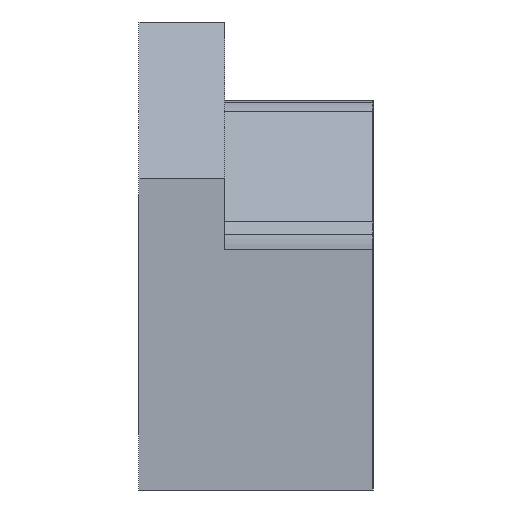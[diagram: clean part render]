
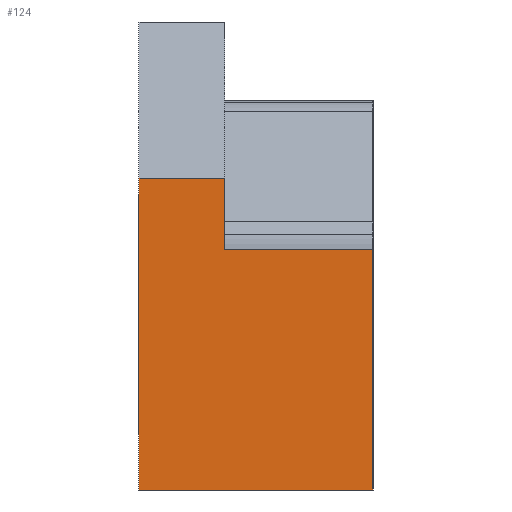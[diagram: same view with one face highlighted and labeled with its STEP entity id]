
A CAD part, left-side view. The second image highlights one B-rep face of the part: STEP entity #124.
In plain terms, the highlighted planar face has unit normal (-1, 0, 0).
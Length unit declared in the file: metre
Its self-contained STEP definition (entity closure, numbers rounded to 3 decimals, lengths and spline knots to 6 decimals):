
#124=ADVANCED_FACE('0:328',(#259),#260,.T.);
#259=FACE_OUTER_BOUND('',#421,.T.);
#260=PLANE('',#422);
#421=EDGE_LOOP('',(#885,#886,#887,#888,#889,#890));
#422=AXIS2_PLACEMENT_3D('',#891,#892,#893);
#885=ORIENTED_EDGE('',*,*,#1173,.F.);
#886=ORIENTED_EDGE('',*,*,#1238,.F.);
#887=ORIENTED_EDGE('',*,*,#1186,.F.);
#888=ORIENTED_EDGE('',*,*,#1232,.T.);
#889=ORIENTED_EDGE('',*,*,#1236,.F.);
#890=ORIENTED_EDGE('',*,*,#1233,.F.);
#891=CARTESIAN_POINT('',(-0.030497,-0.001,-0.014262));
#892=DIRECTION('',(-1.0,0.0,0.0));
#893=DIRECTION('',(0.0,0.0,1.0));
#1173=EDGE_CURVE('0:418',#1421,#1423,#1424,.T.);
#1186=EDGE_CURVE('0:343',#1447,#1443,#1449,.T.);
#1232=EDGE_CURVE('0:490',#1447,#1519,#1521,.T.);
#1233=EDGE_CURVE('0:493',#1423,#1522,#1523,.F.);
#1236=EDGE_CURVE('0:502',#1522,#1519,#1527,.T.);
#1238=EDGE_CURVE('0:508',#1443,#1421,#1529,.T.);
#1421=VERTEX_POINT('',#1808);
#1423=VERTEX_POINT('',#1810);
#1424=LINE('',#1811,#1812);
#1443=VERTEX_POINT('',#1835);
#1447=VERTEX_POINT('',#1841);
#1449=LINE('',#1844,#1845);
#1519=VERTEX_POINT('',#1951);
#1521=LINE('',#1954,#1955);
#1522=VERTEX_POINT('',#1956);
#1523=LINE('',#1957,#1958);
#1527=LINE('',#1964,#1965);
#1529=LINE('',#1968,#1969);
#1808=CARTESIAN_POINT('',(-0.030497,0.0009,-0.014176));
#1810=CARTESIAN_POINT('',(-0.030497,-0.001,-0.014176));
#1811=CARTESIAN_POINT('',(-0.030497,-0.001,-0.014176));
#1812=VECTOR('',#2220,1.0);
#1835=CARTESIAN_POINT('',(-0.030497,0.0009,-0.013262));
#1841=CARTESIAN_POINT('',(-0.030497,0.002,-0.013262));
#1844=CARTESIAN_POINT('',(-0.030497,-0.001,-0.013262));
#1845=VECTOR('',#2243,1.0);
#1951=CARTESIAN_POINT('',(-0.030497,0.002,-0.017262));
#1954=CARTESIAN_POINT('',(-0.030497,0.002,-0.012762));
#1955=VECTOR('',#2305,1.0);
#1956=CARTESIAN_POINT('',(-0.030497,-0.001,-0.017262));
#1957=CARTESIAN_POINT('',(-0.030497,-0.001,-0.012762));
#1958=VECTOR('',#2306,1.0);
#1964=CARTESIAN_POINT('',(-0.030497,-0.001,-0.017262));
#1965=VECTOR('',#2309,1.0);
#1968=CARTESIAN_POINT('',(-0.030497,0.0009,-0.014938));
#1969=VECTOR('',#2311,1.0);
#2220=DIRECTION('',(0.0,-1.0,0.0));
#2243=DIRECTION('',(-0.0,-1.0,-0.0));
#2305=DIRECTION('',(0.0,0.0,-1.0));
#2306=DIRECTION('',(0.0,0.0,1.0));
#2309=DIRECTION('',(0.0,1.0,0.0));
#2311=DIRECTION('',(0.0,0.0,-1.0));
